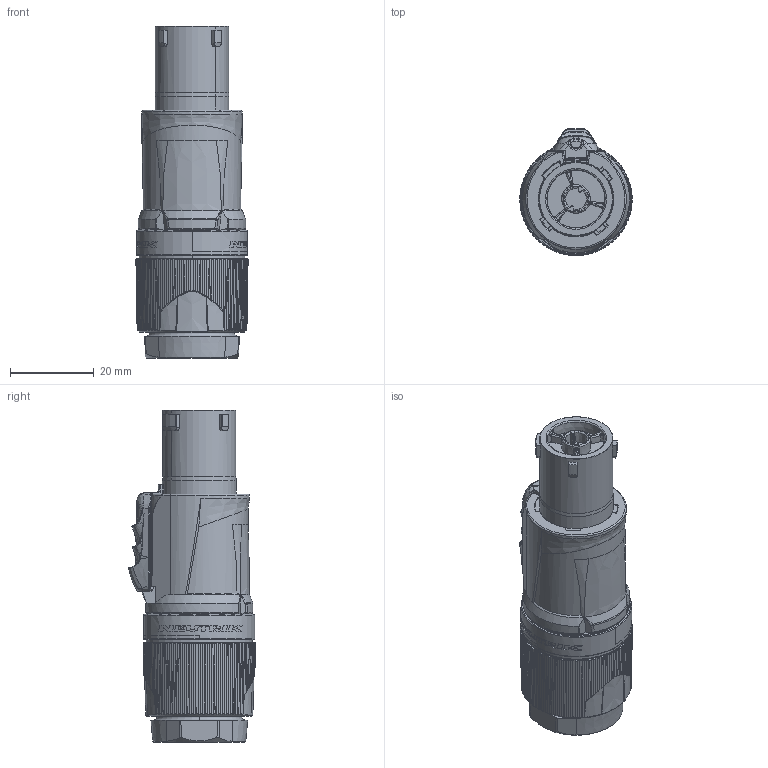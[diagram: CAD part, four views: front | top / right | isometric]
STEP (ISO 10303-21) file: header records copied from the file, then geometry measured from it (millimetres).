
FILE_DESCRIPTION((''),'2;1');
FILE_NAME('30011926','2024-10-29T14:29:10',('noe'),(''),'CREO PARAMETRIC BY PTC INC, 2024014','CREO PARAMETRIC BY PTC INC, 2024014','');
FILE_SCHEMA(('AUTOMOTIVE_DESIGN { 1 0 10303 214 1 1 1 1 }'));
Products named in the file (1): 30011926
Bounding box: 26.83 x 30.32 x 79.35 mm (x, y, z)
Volume: 33503.4 mm3; surface area: 9242.5 mm2
Topology: 1 solids, 1 shells, 1709 faces, 4209 edges, 2524 vertices
Faces by surface type: plane 723, bspline 463, cylinder 186, cone 133, torus 115, sphere 52, extrusion 37
Entity records: 73357 total; most frequent: CARTESIAN_POINT 37769, ORIENTED_EDGE 8406, DIRECTION 5693, EDGE_CURVE 4203, VERTEX_POINT 2524, AXIS2_PLACEMENT_3D 2180, B_SPLINE_CURVE_WITH_KNOTS 1973, EDGE_LOOP 1747
